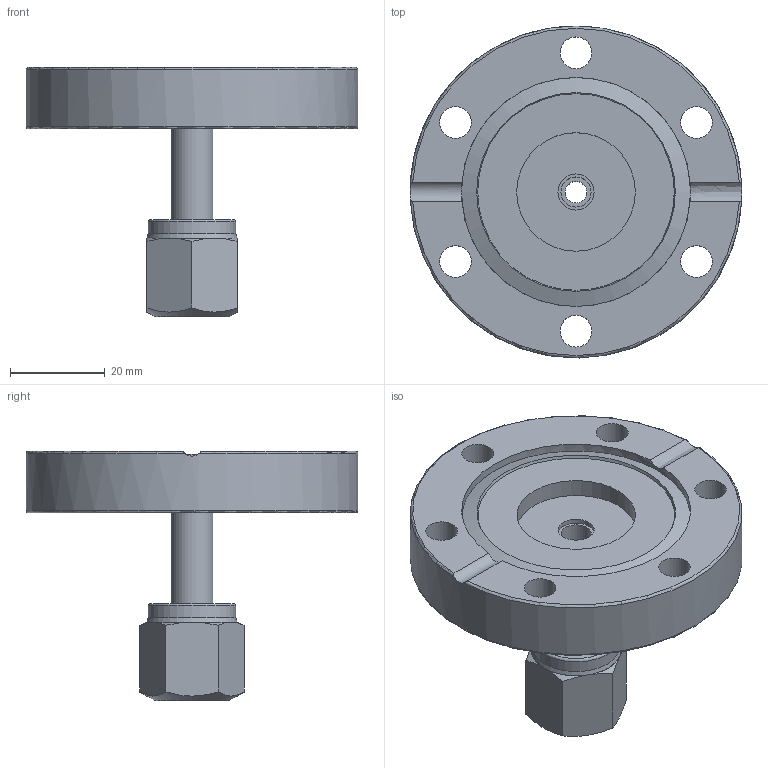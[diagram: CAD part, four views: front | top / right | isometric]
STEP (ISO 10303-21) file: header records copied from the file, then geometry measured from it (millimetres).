
FILE_DESCRIPTION((''),'2;1');
FILE_NAME('F40VCR6F-304.stp','2009-04-15T14:56:04',('hasers'),(''),'Autodesk Inventor 2008','Autodesk Inventor 2008','');
FILE_SCHEMA(('AUTOMOTIVE_DESIGN { 1 0 10303 214 1 1 1 1 }'));
Length unit declared in the file: millimetre
Products named in the file (4): F40VCR6F-304; CF-07 [Keywords [Summary]=1.4301][Company [Summary]=Vacom][Title [Summary]=F35]_13; VCR-14INCH-TU9MM; VCR-14INCH-F-MUTTER
Assembly tree (3 placements, depth 2):
  F40VCR6F-304
    CF-07 [Keywords [Summary]=1.4301][Company [Summary]=Vacom][Title [Summary]=F35]_13
    VCR-14INCH-TU9MM
    VCR-14INCH-F-MUTTER
Bounding box: 70 x 70 x 52.6 mm (x, y, z)
Volume: 47931.2 mm3; surface area: 16603 mm2
Topology: 3 solids, 3 shells, 67 faces, 160 edges, 105 vertices
Faces by surface type: plane 26, cylinder 17, cone 12, bspline 7, torus 5
Full cylindrical faces by diameter (mm): 4.56 x1, 6.35 x1, 7.6 x1, 8.8 x2, 9 x1, 11.3 x1, 12.5 x1, 12.6 x2, 14.2 x1, 18.5 x1, 19 x1, 25 x1, 48.3 x1, 70 x1
Entity records: 2032 total; most frequent: CARTESIAN_POINT 567, DIRECTION 286, ORIENTED_EDGE 238, AXIS2_PLACEMENT_3D 132, EDGE_LOOP 122, EDGE_CURVE 119, VERTEX_POINT 95, FACE_OUTER_BOUND 67
